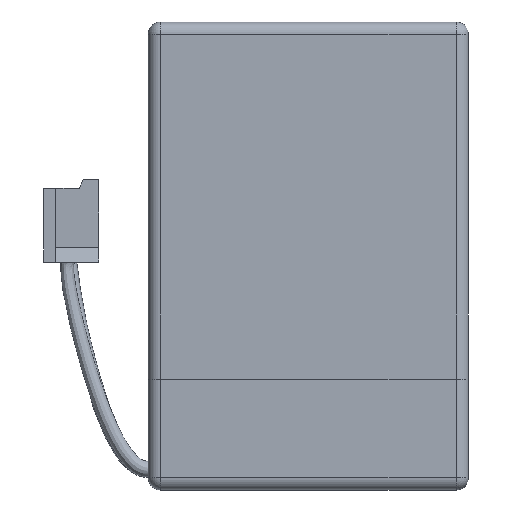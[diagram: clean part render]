
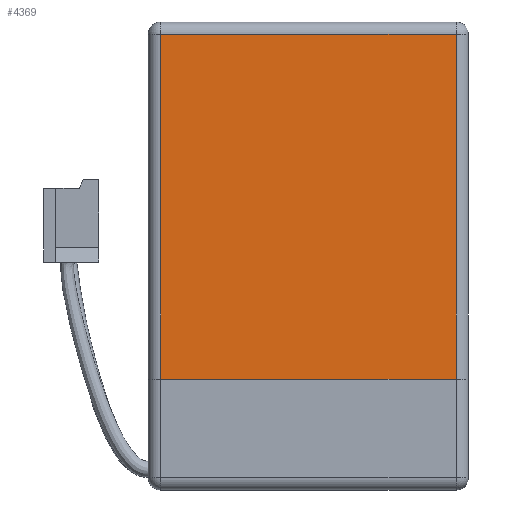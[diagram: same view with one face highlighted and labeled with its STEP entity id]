
A CAD part, front view. The second image highlights one B-rep face of the part: STEP entity #4369.
In plain terms, the highlighted planar face has unit normal (0, -1, 0).
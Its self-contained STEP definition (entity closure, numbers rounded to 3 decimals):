
#131=LINE('',#6549,#531);
#132=LINE('',#6561,#532);
#135=LINE('',#6565,#535);
#149=LINE('',#6608,#549);
#531=VECTOR('',#5018,10.);
#532=VECTOR('',#5031,10.);
#535=VECTOR('',#5036,10.);
#549=VECTOR('',#5088,10.);
#1296=FACE_OUTER_BOUND('',#1556,.T.);
#1556=EDGE_LOOP('',(#3092,#3093,#3094,#3095));
#1850=VERTEX_POINT('',#6538);
#1853=VERTEX_POINT('',#6545);
#1857=VERTEX_POINT('',#6554);
#1859=VERTEX_POINT('',#6559);
#2307=EDGE_CURVE('',#1850,#1853,#131,.T.);
#2312=EDGE_CURVE('',#1859,#1857,#132,.T.);
#2315=EDGE_CURVE('',#1857,#1850,#135,.T.);
#2337=EDGE_CURVE('',#1853,#1859,#149,.T.);
#3092=ORIENTED_EDGE('',*,*,#2312,.F.);
#3093=ORIENTED_EDGE('',*,*,#2337,.F.);
#3094=ORIENTED_EDGE('',*,*,#2307,.F.);
#3095=ORIENTED_EDGE('',*,*,#2315,.F.);
#4229=PLANE('',#4745);
#4369=ADVANCED_FACE('',(#1296),#4229,.F.);
#4745=AXIS2_PLACEMENT_3D('',#6610,#5091,#5092);
#5018=DIRECTION('',(0.,0.,-1.));
#5031=DIRECTION('',(0.,0.,1.));
#5036=DIRECTION('',(1.,0.,0.));
#5088=DIRECTION('',(-1.,0.,0.));
#5091=DIRECTION('center_axis',(0.,1.,0.));
#5092=DIRECTION('ref_axis',(1.,0.,0.));
#6538=CARTESIAN_POINT('',(12.,0.,21.5));
#6545=CARTESIAN_POINT('',(12.,0.,-6.5));
#6549=CARTESIAN_POINT('',(12.,0.,15.25));
#6554=CARTESIAN_POINT('',(-12.,0.,21.5));
#6559=CARTESIAN_POINT('',(-12.,0.,-6.5));
#6561=CARTESIAN_POINT('',(-12.,0.,0.75));
#6565=CARTESIAN_POINT('',(-6.5,0.,21.5));
#6608=CARTESIAN_POINT('',(13.,0.,-6.5));
#6610=CARTESIAN_POINT('Origin',(0.,0.,8.));
